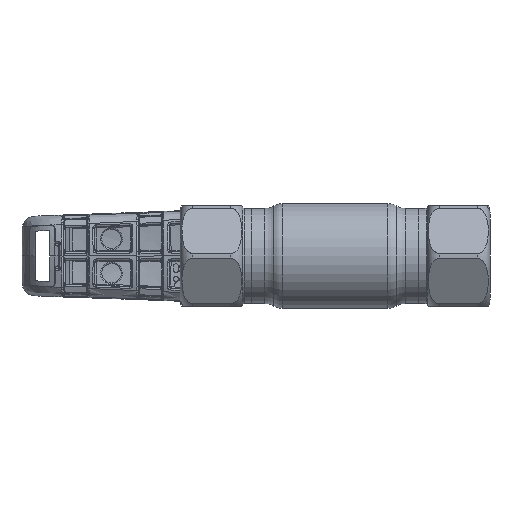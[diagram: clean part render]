
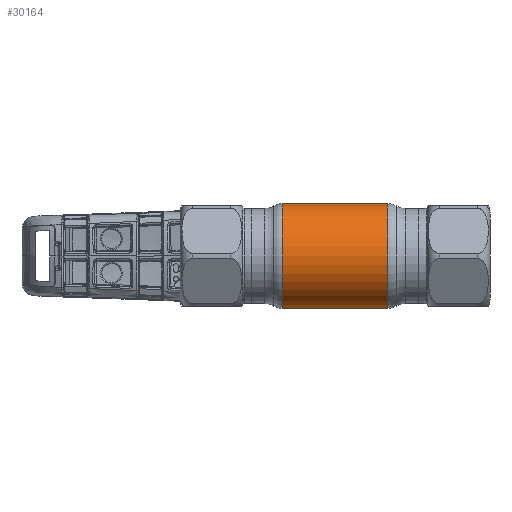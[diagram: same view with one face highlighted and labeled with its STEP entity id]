
A CAD part, front view. The second image highlights one B-rep face of the part: STEP entity #30164.
In plain terms, the highlighted cylindrical face has radius 12.5 mm (diameter 25 mm), a partial arc.
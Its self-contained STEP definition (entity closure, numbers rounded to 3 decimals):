
#1376 = CARTESIAN_POINT ( 'NONE',  ( -62.69, 0., 12.5 ) ) ;
#2702 = ORIENTED_EDGE ( 'NONE', *, *, #24542, .F. ) ;
#6787 = AXIS2_PLACEMENT_3D ( 'NONE', #59322, #55224, #44694 ) ;
#9014 = DIRECTION ( 'NONE',  ( 0., 0., 1. ) ) ;
#9216 = CARTESIAN_POINT ( 'NONE',  ( -12.606, 0., 0. ) ) ;
#9452 = EDGE_CURVE ( 'NONE', #37320, #24252, #59300, .T. ) ;
#9776 = LINE ( 'NONE', #11376, #25228 ) ;
#10431 = VERTEX_POINT ( 'NONE', #41584 ) ;
#11376 = CARTESIAN_POINT ( 'NONE',  ( -62.69, 0., -12.5 ) ) ;
#11716 = CIRCLE ( 'NONE', #59446, 12.5 ) ;
#12962 = EDGE_CURVE ( 'NONE', #24252, #10431, #33715, .T. ) ;
#23144 = DIRECTION ( 'NONE',  ( -1., 0., 0. ) ) ;
#23258 = ORIENTED_EDGE ( 'NONE', *, *, #33166, .F. ) ;
#24252 = VERTEX_POINT ( 'NONE', #37821 ) ;
#24515 = DIRECTION ( 'NONE',  ( -1., 0., 0. ) ) ;
#24542 = EDGE_CURVE ( 'NONE', #37320, #37322, #9776, .T. ) ;
#25228 = VECTOR ( 'NONE', #50245, 1000. ) ;
#30164 = ADVANCED_FACE ( 'NONE', ( #52580 ), #51800, .T. ) ;
#33166 = EDGE_CURVE ( 'NONE', #37322, #10431, #11716, .T. ) ;
#33715 = LINE ( 'NONE', #1376, #36024 ) ;
#35983 = AXIS2_PLACEMENT_3D ( 'NONE', #52096, #23144, #57656 ) ;
#36024 = VECTOR ( 'NONE', #40906, 1000. ) ;
#37320 = VERTEX_POINT ( 'NONE', #52368 ) ;
#37322 = VERTEX_POINT ( 'NONE', #48293 ) ;
#37821 = CARTESIAN_POINT ( 'NONE',  ( 12.606, 0., 12.5 ) ) ;
#40906 = DIRECTION ( 'NONE',  ( -1., 0., 0. ) ) ;
#41584 = CARTESIAN_POINT ( 'NONE',  ( -12.606, 0., 12.5 ) ) ;
#44694 = DIRECTION ( 'NONE',  ( 0., 0., 1. ) ) ;
#45660 = EDGE_LOOP ( 'NONE', ( #2702, #45730, #47701, #23258 ) ) ;
#45730 = ORIENTED_EDGE ( 'NONE', *, *, #9452, .T. ) ;
#47701 = ORIENTED_EDGE ( 'NONE', *, *, #12962, .T. ) ;
#48293 = CARTESIAN_POINT ( 'NONE',  ( -12.606, 0., -12.5 ) ) ;
#50245 = DIRECTION ( 'NONE',  ( -1., 0., 0. ) ) ;
#51800 = CYLINDRICAL_SURFACE ( 'NONE', #6787, 12.5 ) ;
#52096 = CARTESIAN_POINT ( 'NONE',  ( 12.606, 0., 0. ) ) ;
#52368 = CARTESIAN_POINT ( 'NONE',  ( 12.606, 0., -12.5 ) ) ;
#52580 = FACE_OUTER_BOUND ( 'NONE', #45660, .T. ) ;
#55224 = DIRECTION ( 'NONE',  ( -1., 0., 0. ) ) ;
#57656 = DIRECTION ( 'NONE',  ( 0., 0., 1. ) ) ;
#59300 = CIRCLE ( 'NONE', #35983, 12.5 ) ;
#59322 = CARTESIAN_POINT ( 'NONE',  ( -62.69, 0., 0. ) ) ;
#59446 = AXIS2_PLACEMENT_3D ( 'NONE', #9216, #24515, #9014 ) ;
